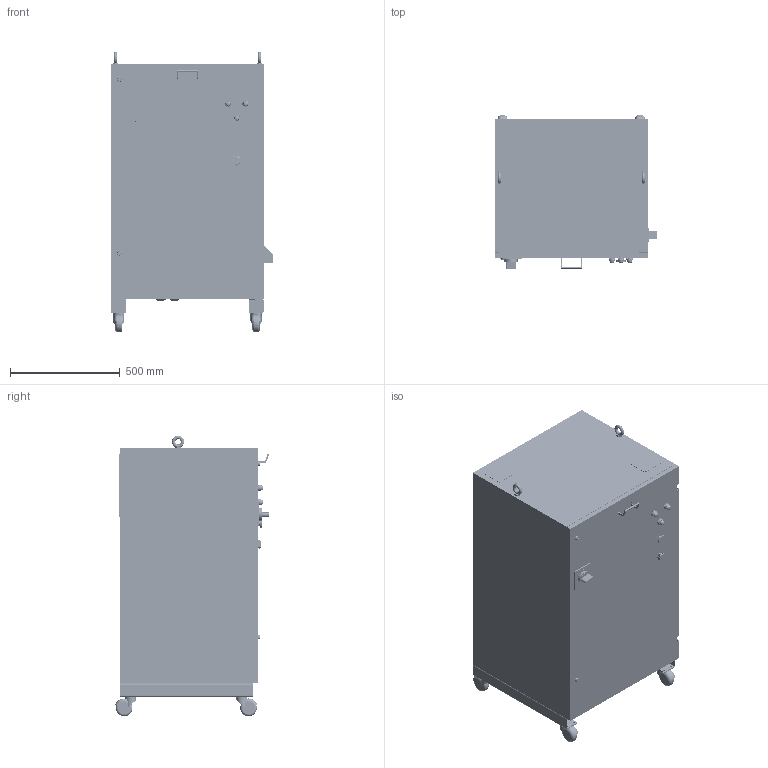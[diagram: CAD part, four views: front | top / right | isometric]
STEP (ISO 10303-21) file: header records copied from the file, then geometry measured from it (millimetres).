
FILE_DESCRIPTION (( 'STEP AP214' ), '1' );
FILE_NAME ('P20 伐橇饶啊 寇屈.STEP', '2020-07-03T04:44:39', ( 'fulluser' ), ( '' ), 'SwSTEP 2.0', 'SolidWorks 2017', '' );
FILE_SCHEMA (( 'AUTOMOTIVE_DESIGN' ));
Length unit declared in the file: millimetre
Products named in the file (1): P20 伐橇饶啊 寇屈
Bounding box: 742 x 700.4 x 1276.99 mm (x, y, z)
Surface area: 11518211.1 mm2 (no closed solid volume)
Topology: 0 solids, 96 shells, 7141 faces, 22031 edges, 15030 vertices
Faces by surface type: plane 3906, cylinder 3009, torus 101, bspline 100, cone 25
Entity records: 334383 total; most frequent: CARTESIAN_POINT 54790, DIRECTION 40886, ORIENTED_EDGE 40322, EDGE_CURVE 22022, VERTEX_POINT 15030, VECTOR 14812, LINE 14812, AXIS2_PLACEMENT_3D 13037
